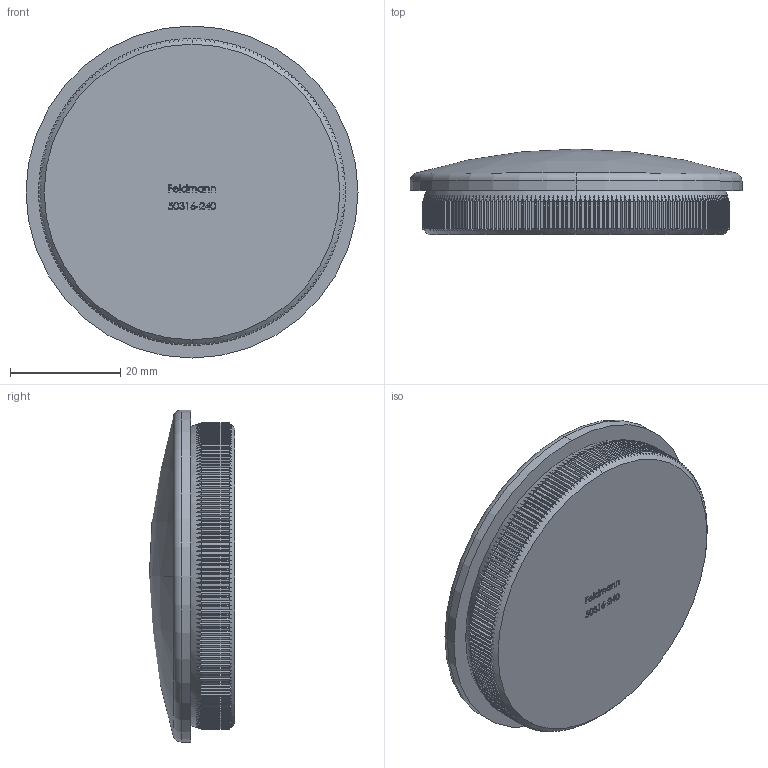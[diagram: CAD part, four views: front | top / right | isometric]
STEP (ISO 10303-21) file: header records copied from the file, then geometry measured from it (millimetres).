
FILE_DESCRIPTION (( 'STEP AP203' ), '1' );
FILE_NAME ('50314-240-25.step', '2018-10-25T11:53:01', ( '' ), ( '' ), 'SwSTEP 2.0', 'SolidWorks 2015', '' );
FILE_SCHEMA (( 'CONFIG_CONTROL_DESIGN' ));
Length unit declared in the file: millimetre
Products named in the file (1): 50314-240-25
Bounding box: 60.3 x 15.5 x 60.3 mm (x, y, z)
Volume: 33922.9 mm3; surface area: 8167.9 mm2
Topology: 1 solids, 1 shells, 864 faces, 2506 edges, 1669 vertices
Faces by surface type: plane 541, cylinder 212, bspline 103, cone 4, torus 2, sphere 2
Entity records: 34969 total; most frequent: CARTESIAN_POINT 14047, ORIENTED_EDGE 5012, DIRECTION 3420, EDGE_CURVE 2506, VERTEX_POINT 1669, AXIS2_PLACEMENT_3D 1198, B_SPLINE_CURVE_WITH_KNOTS 1046, LINE 1024
